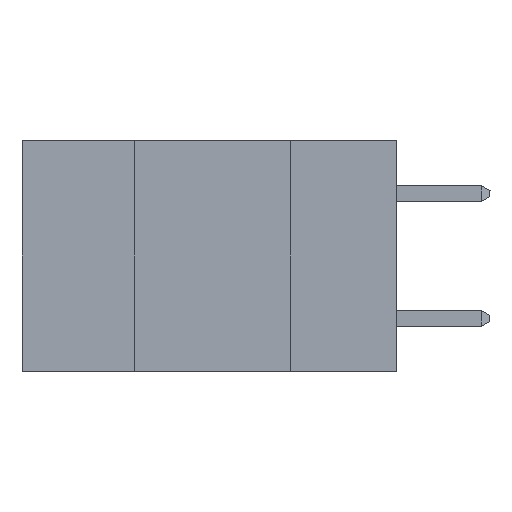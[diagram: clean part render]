
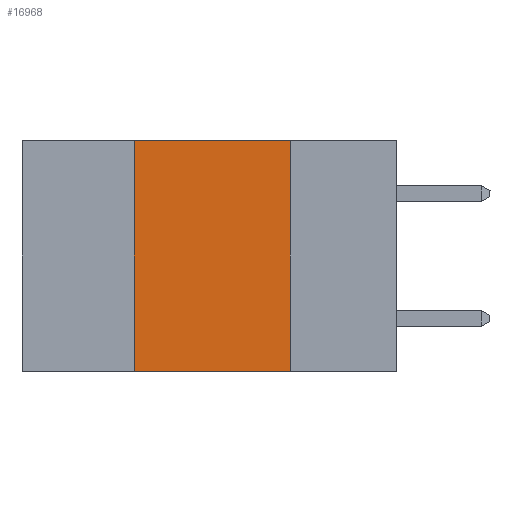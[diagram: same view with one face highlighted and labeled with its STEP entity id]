
A CAD part, left-side view. The second image highlights one B-rep face of the part: STEP entity #16968.
In plain terms, the highlighted planar face has unit normal (-1, 0, 0).
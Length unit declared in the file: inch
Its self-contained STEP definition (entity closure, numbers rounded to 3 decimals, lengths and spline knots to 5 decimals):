
#70 = ORIENTED_EDGE ( 'NONE', *, *, #3479, .T. ) ;
#258 = CARTESIAN_POINT ( 'NONE',  ( 0., 0.6, 0. ) ) ;
#870 = ORIENTED_EDGE ( 'NONE', *, *, #1486, .F. ) ;
#911 = ORIENTED_EDGE ( 'NONE', *, *, #6999, .F. ) ;
#1486 = EDGE_CURVE ( 'NONE', #12503, #8424, #7120, .T. ) ;
#2496 = EDGE_CURVE ( 'NONE', #14278, #17227, #11513, .T. ) ;
#2852 = DIRECTION ( 'NONE',  ( 0., 0., -1. ) ) ;
#3173 = ORIENTED_EDGE ( 'NONE', *, *, #2496, .F. ) ;
#3479 = EDGE_CURVE ( 'NONE', #14278, #8424, #4155, .T. ) ;
#4136 = AXIS2_PLACEMENT_3D ( 'NONE', #15158, #11182, #2852 ) ;
#4155 = LINE ( 'NONE', #17432, #14625 ) ;
#6547 = LINE ( 'NONE', #258, #9681 ) ;
#6999 = EDGE_CURVE ( 'NONE', #17227, #12503, #6547, .T. ) ;
#7120 = LINE ( 'NONE', #11893, #11506 ) ;
#7843 = CARTESIAN_POINT ( 'NONE',  ( 0., 0.17, -0.37 ) ) ;
#8424 = VERTEX_POINT ( 'NONE', #7843 ) ;
#8616 = DIRECTION ( 'NONE',  ( 0., -1., 0. ) ) ;
#8979 = CARTESIAN_POINT ( 'NONE',  ( 0., 0.42, 0. ) ) ;
#9669 = FACE_OUTER_BOUND ( 'NONE', #11206, .T. ) ;
#9681 = VECTOR ( 'NONE', #11511, 39.37008 ) ;
#9730 = DIRECTION ( 'NONE',  ( 0., 0., 1. ) ) ;
#10937 = CARTESIAN_POINT ( 'NONE',  ( 0., 0.17, 0. ) ) ;
#11182 = DIRECTION ( 'NONE',  ( 1., 0., 0. ) ) ;
#11206 = EDGE_LOOP ( 'NONE', ( #870, #911, #3173, #70 ) ) ;
#11506 = VECTOR ( 'NONE', #11828, 39.37008 ) ;
#11511 = DIRECTION ( 'NONE',  ( 0., -1., 0. ) ) ;
#11513 = LINE ( 'NONE', #16238, #15075 ) ;
#11828 = DIRECTION ( 'NONE',  ( 0., 0., -1. ) ) ;
#11893 = CARTESIAN_POINT ( 'NONE',  ( 0., 0.17, 0. ) ) ;
#12482 = PLANE ( 'NONE',  #4136 ) ;
#12503 = VERTEX_POINT ( 'NONE', #10937 ) ;
#14278 = VERTEX_POINT ( 'NONE', #15453 ) ;
#14625 = VECTOR ( 'NONE', #8616, 39.37008 ) ;
#15075 = VECTOR ( 'NONE', #9730, 39.37008 ) ;
#15158 = CARTESIAN_POINT ( 'NONE',  ( 0., 0.6, 0. ) ) ;
#15453 = CARTESIAN_POINT ( 'NONE',  ( 0., 0.42, -0.37 ) ) ;
#16238 = CARTESIAN_POINT ( 'NONE',  ( 0., 0.42, 0. ) ) ;
#16968 = ADVANCED_FACE ( 'NONE', ( #9669 ), #12482, .F. ) ;
#17227 = VERTEX_POINT ( 'NONE', #8979 ) ;
#17432 = CARTESIAN_POINT ( 'NONE',  ( 0., 0.6, -0.37 ) ) ;
